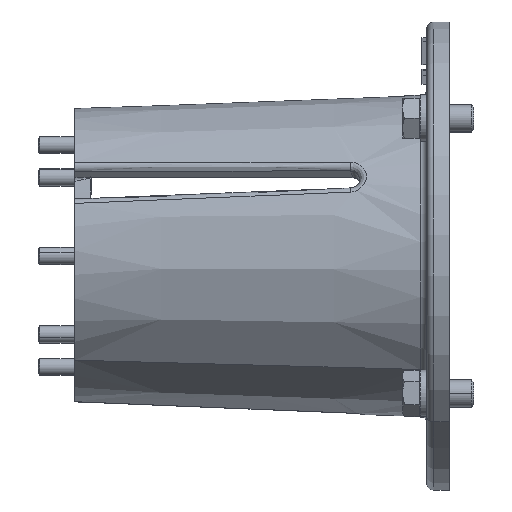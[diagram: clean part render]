
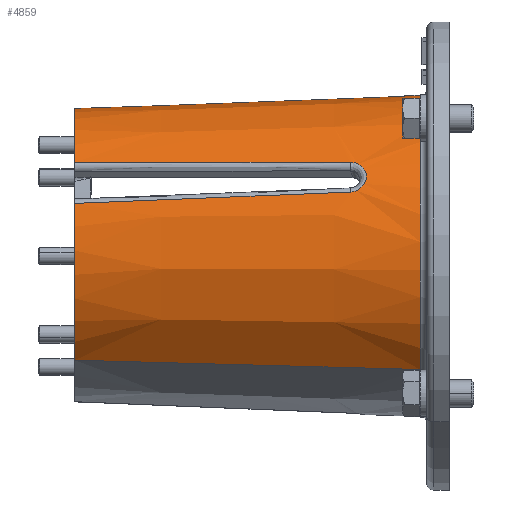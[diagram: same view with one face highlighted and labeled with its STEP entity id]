
A CAD part, top view. The second image highlights one B-rep face of the part: STEP entity #4859.
In plain terms, the highlighted conical face has half-angle 2.184 degrees and reference radius 69.85 mm.
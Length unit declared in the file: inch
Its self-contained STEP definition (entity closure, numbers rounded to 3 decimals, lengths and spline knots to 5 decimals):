
#3097 = CARTESIAN_POINT ( 'NONE',  ( -6.865, 5.70381, 3.18639 ) ) ;
#3693 = DIRECTION ( 'NONE',  ( 0., 0.707, -0.707 ) ) ;
#4311 = CARTESIAN_POINT ( 'NONE',  ( -1.55068, 6.41769, 3.03694 ) ) ;
#4413 = VERTEX_POINT ( 'NONE', #25866 ) ;
#4454 = DIRECTION ( 'NONE',  ( 1., 0., 0. ) ) ;
#4738 = CARTESIAN_POINT ( 'NONE',  ( -1.43541, 6.18946, 3.18614 ) ) ;
#4859 = ADVANCED_FACE ( 'NONE', ( #59753 ), #36944, .T. ) ;
#4994 = LINE ( 'NONE', #32648, #44535 ) ;
#5192 = CARTESIAN_POINT ( 'NONE',  ( -1.58337, 5.95915, 3.2978 ) ) ;
#5230 = DIRECTION ( 'NONE',  ( 1., 0., 0. ) ) ;
#11069 = CARTESIAN_POINT ( 'NONE',  ( -6.865, 2.78394, 2.5597 ) ) ;
#11132 = CARTESIAN_POINT ( 'NONE',  ( -1.62926, 6.45428, 3.00729 ) ) ;
#11556 = CARTESIAN_POINT ( 'NONE',  ( -1.4368, 6.24227, 3.15541 ) ) ;
#11903 = EDGE_CURVE ( 'NONE', #73986, #21797, #81067, .T. ) ;
#11983 = CARTESIAN_POINT ( 'NONE',  ( -1.53549, 5.99427, 3.28341 ) ) ;
#13800 = VECTOR ( 'NONE', #14276, 39.37008 ) ;
#14276 = DIRECTION ( 'NONE',  ( 0.999, -0.027, 0.027 ) ) ;
#14314 = CARTESIAN_POINT ( 'NONE',  ( -0.43505, 2.61054, 2.73311 ) ) ;
#16708 = CARTESIAN_POINT ( 'NONE',  ( -3.44744, 5.84451, 3.27093 ) ) ;
#17863 = CARTESIAN_POINT ( 'NONE',  ( -1.66807, 6.46408, 2.99835 ) ) ;
#18133 = B_SPLINE_CURVE_WITH_KNOTS ( 'NONE', 3,
 ( #31263, #59062, #86621, #24478 ),
 .UNSPECIFIED., .F., .F.,
 ( 4, 4 ),
 ( 0., 0.13036 ),
 .UNSPECIFIED. ) ;
#18343 = CARTESIAN_POINT ( 'NONE',  ( -1.46075, 6.31732, 3.108 ) ) ;
#18769 = CARTESIAN_POINT ( 'NONE',  ( -1.49495, 6.03647, 3.26475 ) ) ;
#21797 = VERTEX_POINT ( 'NONE', #11069 ) ;
#24478 = CARTESIAN_POINT ( 'NONE',  ( -1.7386, 6.47061, 2.99025 ) ) ;
#24700 = CARTESIAN_POINT ( 'NONE',  ( -1.7386, 6.47061, 2.99025 ) ) ;
#25125 = CARTESIAN_POINT ( 'NONE',  ( -1.47894, 6.34782, 3.08747 ) ) ;
#25204 = AXIS2_PLACEMENT_3D ( 'NONE', #38116, #65895, #3693 ) ;
#25599 = CARTESIAN_POINT ( 'NONE',  ( -1.44971, 6.11867, 3.22453 ) ) ;
#25866 = CARTESIAN_POINT ( 'NONE',  ( -0.43505, 6.84643, -1.50279 ) ) ;
#26028 = CARTESIAN_POINT ( 'NONE',  ( -1.69746, 5.91791, 3.31156 ) ) ;
#26269 = CARTESIAN_POINT ( 'NONE',  ( -0.43505, 4.72848, 0.61516 ) ) ;
#28680 = EDGE_CURVE ( 'NONE', #61508, #63930, #79978, .T. ) ;
#31263 = CARTESIAN_POINT ( 'NONE',  ( -6.865, 6.46757, 2.74543 ) ) ;
#31922 = CARTESIAN_POINT ( 'NONE',  ( -1.53513, 6.40667, 3.04533 ) ) ;
#32065 = DIRECTION ( 'NONE',  ( 0., 0.707, -0.707 ) ) ;
#32320 = ORIENTED_EDGE ( 'NONE', *, *, #41703, .T. ) ;
#32366 = CARTESIAN_POINT ( 'NONE',  ( -1.43726, 6.17162, 3.19612 ) ) ;
#32648 = CARTESIAN_POINT ( 'NONE',  ( -6.865, 6.67303, -1.32939 ) ) ;
#32850 = CARTESIAN_POINT ( 'NONE',  ( -1.60098, 5.94946, 3.30148 ) ) ;
#32891 = DIRECTION ( 'NONE',  ( 0., 0.707, -0.707 ) ) ;
#36944 = CONICAL_SURFACE ( 'NONE', #87628, 2.75, 0.038 ) ;
#38116 = CARTESIAN_POINT ( 'NONE',  ( -6.865, 4.72848, 0.61516 ) ) ;
#38784 = CARTESIAN_POINT ( 'NONE',  ( -1.60128, 6.44453, 3.01561 ) ) ;
#39220 = CARTESIAN_POINT ( 'NONE',  ( -1.43496, 6.22481, 3.16581 ) ) ;
#39658 = CARTESIAN_POINT ( 'NONE',  ( -1.55078, 5.98172, 3.28869 ) ) ;
#41703 = EDGE_CURVE ( 'NONE', #67113, #55194, #64442, .T. ) ;
#41987 = AXIS2_PLACEMENT_3D ( 'NONE', #66688, #4454, #32065 ) ;
#43820 = EDGE_CURVE ( 'NONE', #81647, #4413, #84172, .T. ) ;
#44411 = CARTESIAN_POINT ( 'NONE',  ( -5.15625, 5.77437, 3.22933 ) ) ;
#44535 = VECTOR ( 'NONE', #60463, 39.37008 ) ;
#45086 = AXIS2_PLACEMENT_3D ( 'NONE', #26269, #54053, #81640 ) ;
#45621 = CARTESIAN_POINT ( 'NONE',  ( -1.65827, 6.46205, 3.00029 ) ) ;
#45817 = CARTESIAN_POINT ( 'NONE',  ( -6.865, 6.46757, 2.74543 ) ) ;
#46074 = CARTESIAN_POINT ( 'NONE',  ( -1.44982, 6.29344, 3.12361 ) ) ;
#46502 = CARTESIAN_POINT ( 'NONE',  ( -1.50723, 6.02168, 3.27147 ) ) ;
#46896 = ORIENTED_EDGE ( 'NONE', *, *, #51440, .T. ) ;
#48827 = LINE ( 'NONE', #76502, #13800 ) ;
#50955 = CARTESIAN_POINT ( 'NONE',  ( -1.7386, 5.91431, 3.31143 ) ) ;
#51440 = EDGE_CURVE ( 'NONE', #55194, #61508, #18133, .T. ) ;
#52442 = CARTESIAN_POINT ( 'NONE',  ( -1.71797, 6.47061, 2.99123 ) ) ;
#52918 = CARTESIAN_POINT ( 'NONE',  ( -1.47391, 6.34034, 3.09258 ) ) ;
#53385 = CARTESIAN_POINT ( 'NONE',  ( -1.46431, 6.08462, 3.24177 ) ) ;
#53805 = CARTESIAN_POINT ( 'NONE',  ( -1.71797, 5.91516, 3.31192 ) ) ;
#54053 = DIRECTION ( 'NONE',  ( -1., 0., 0. ) ) ;
#55194 = VERTEX_POINT ( 'NONE', #45817 ) ;
#55862 = ORIENTED_EDGE ( 'NONE', *, *, #28680, .T. ) ;
#58833 = ORIENTED_EDGE ( 'NONE', *, *, #84214, .T. ) ;
#59062 = CARTESIAN_POINT ( 'NONE',  ( -5.15625, 6.46948, 2.828 ) ) ;
#59719 = CARTESIAN_POINT ( 'NONE',  ( -1.50745, 6.38253, 3.0631 ) ) ;
#59753 = FACE_OUTER_BOUND ( 'NONE', #84643, .T. ) ;
#60181 = CARTESIAN_POINT ( 'NONE',  ( -1.43866, 6.16263, 3.20106 ) ) ;
#60463 = DIRECTION ( 'NONE',  ( 0.999, 0.027, -0.027 ) ) ;
#60647 = CARTESIAN_POINT ( 'NONE',  ( -1.63849, 5.93323, 3.30723 ) ) ;
#61508 = VERTEX_POINT ( 'NONE', #74492 ) ;
#63930 = VERTEX_POINT ( 'NONE', #50955 ) ;
#64442 = CIRCLE ( 'NONE', #25204, 2.75 ) ;
#65396 = ORIENTED_EDGE ( 'NONE', *, *, #43820, .T. ) ;
#65687 = B_SPLINE_CURVE_WITH_KNOTS ( 'NONE', 3,
 ( #78891, #16708, #44411, #72129 ),
 .UNSPECIFIED., .F., .F.,
 ( 4, 4 ),
 ( 0., 0.13036 ),
 .UNSPECIFIED. ) ;
#65895 = DIRECTION ( 'NONE',  ( 1., 0., 0. ) ) ;
#66343 = EDGE_CURVE ( 'NONE', #67113, #4413, #4994, .T. ) ;
#66444 = ORIENTED_EDGE ( 'NONE', *, *, #66343, .F. ) ;
#66542 = CARTESIAN_POINT ( 'NONE',  ( -1.58371, 6.43657, 3.02213 ) ) ;
#66688 = CARTESIAN_POINT ( 'NONE',  ( -6.865, 4.72848, 0.61516 ) ) ;
#66953 = ORIENTED_EDGE ( 'NONE', *, *, #11903, .T. ) ;
#66973 = CARTESIAN_POINT ( 'NONE',  ( -1.43495, 6.19833, 3.1811 ) ) ;
#67113 = VERTEX_POINT ( 'NONE', #79913 ) ;
#67424 = CARTESIAN_POINT ( 'NONE',  ( -1.55871, 5.9758, 3.29112 ) ) ;
#72129 = CARTESIAN_POINT ( 'NONE',  ( -6.865, 5.70381, 3.18639 ) ) ;
#73332 = CARTESIAN_POINT ( 'NONE',  ( -1.63889, 6.45716, 3.00475 ) ) ;
#73795 = CARTESIAN_POINT ( 'NONE',  ( -1.44426, 6.27679, 3.13418 ) ) ;
#73986 = VERTEX_POINT ( 'NONE', #3097 ) ;
#74224 = CARTESIAN_POINT ( 'NONE',  ( -1.5281, 6.00094, 3.28055 ) ) ;
#74492 = CARTESIAN_POINT ( 'NONE',  ( -1.7386, 6.47061, 2.99025 ) ) ;
#76502 = CARTESIAN_POINT ( 'NONE',  ( -6.865, 2.78394, 2.5597 ) ) ;
#78891 = CARTESIAN_POINT ( 'NONE',  ( -1.7386, 5.91431, 3.31143 ) ) ;
#79913 = CARTESIAN_POINT ( 'NONE',  ( -6.865, 6.67303, -1.32939 ) ) ;
#79978 = B_SPLINE_CURVE_WITH_KNOTS ( 'NONE', 3,
 ( #24700, #52442, #80081, #17863, #45621, #73332, #11132, #38784, #66542, #4311, #31922, #59719, #87256, #25125, #52918, #80540, #18343, #46074, #73795, #11556, #39220, #66973, #4738, #32366, #60181, #87728, #25599, #53385, #80977, #18769, #46502, #74224, #11983, #39658, #67424, #5192, #32850, #60647, #88164, #26028, #53805, #81392 ),
 .UNSPECIFIED., .F., .F.,
 ( 4, 2, 2, 2, 2, 2, 2, 2, 2, 2, 2, 2, 2, 2, 2, 2, 2, 2, 2, 2, 4 ),
 ( 0., 0.00155, 0.00232, 0.0031, 0.00465, 0.0062, 0.00775, 0.00852, 0.00929, 0.01084, 0.01239, 0.01317, 0.01394, 0.01549, 0.01704, 0.01859, 0.01936, 0.02014, 0.02169, 0.02324, 0.02478 ),
 .UNSPECIFIED. ) ;
#80081 = CARTESIAN_POINT ( 'NONE',  ( -1.69776, 6.46896, 2.99339 ) ) ;
#80540 = CARTESIAN_POINT ( 'NONE',  ( -1.46484, 6.32511, 3.10284 ) ) ;
#80977 = CARTESIAN_POINT ( 'NONE',  ( -1.47351, 6.06786, 3.24995 ) ) ;
#81067 = CIRCLE ( 'NONE', #41987, 2.75 ) ;
#81392 = CARTESIAN_POINT ( 'NONE',  ( -1.7386, 5.91431, 3.31143 ) ) ;
#81640 = DIRECTION ( 'NONE',  ( 0., 0.707, -0.707 ) ) ;
#81647 = VERTEX_POINT ( 'NONE', #14314 ) ;
#84172 = CIRCLE ( 'NONE', #45086, 2.99523 ) ;
#84214 = EDGE_CURVE ( 'NONE', #63930, #73986, #65687, .T. ) ;
#84643 = EDGE_LOOP ( 'NONE', ( #66953, #85733, #65396, #66444, #32320, #46896, #55862, #58833 ) ) ;
#85733 = ORIENTED_EDGE ( 'NONE', *, *, #89475, .T. ) ;
#86621 = CARTESIAN_POINT ( 'NONE',  ( -3.44744, 6.47044, 2.90955 ) ) ;
#87256 = CARTESIAN_POINT ( 'NONE',  ( -1.49514, 6.36934, 3.07255 ) ) ;
#87294 = CARTESIAN_POINT ( 'NONE',  ( -6.865, 4.72848, 0.61516 ) ) ;
#87628 = AXIS2_PLACEMENT_3D ( 'NONE', #87294, #5230, #32891 ) ;
#87728 = CARTESIAN_POINT ( 'NONE',  ( -1.44422, 6.13605, 3.21544 ) ) ;
#88164 = CARTESIAN_POINT ( 'NONE',  ( -1.6578, 5.92694, 3.30921 ) ) ;
#89475 = EDGE_CURVE ( 'NONE', #21797, #81647, #48827, .T. ) ;
